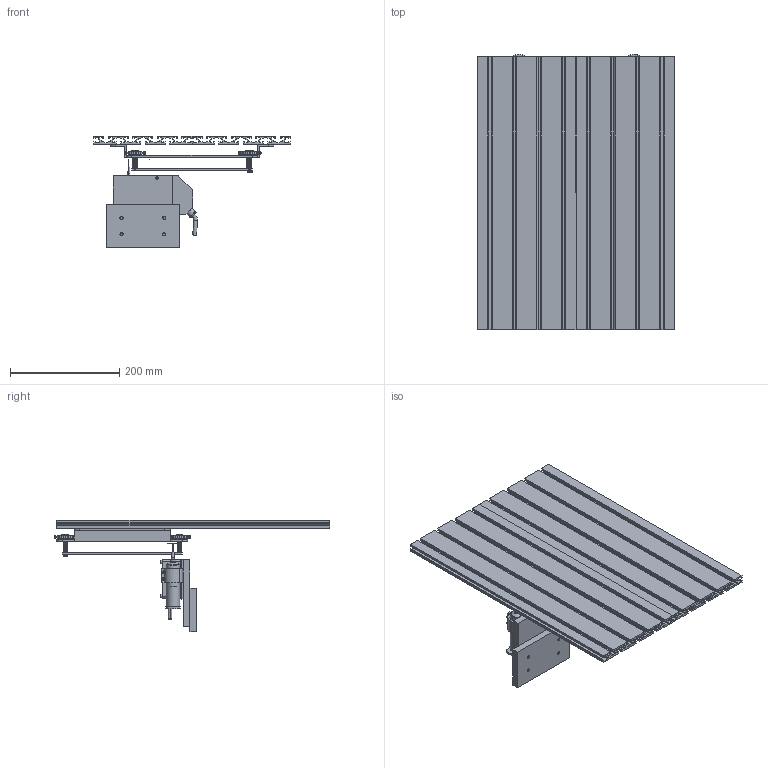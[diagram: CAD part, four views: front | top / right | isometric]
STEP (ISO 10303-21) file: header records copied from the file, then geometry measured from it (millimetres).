
FILE_DESCRIPTION (( 'STEP AP203' ), '1' );
FILE_NAME ('Assembly - Carriage-Z.STEP', '2023-11-22T07:10:09', ( '' ), ( '' ), 'SwSTEP 2.0', 'SolidWorks 2020', '' );
FILE_SCHEMA (( 'CONFIG_CONTROL_DESIGN' ));
Length unit declared in the file: millimetre
Products named in the file (20): hex thin nuts-grades b--unchamfered gb_GB_HEXAGON_TYPE5 M3-C; hexagon socket head cap screws gb_GB_FASTENER_SCREWS_HSHCS M3X10-N; 15180G; 注射器活塞模型; 菁釱; Assembly - Carriage-Z; LJ-G030_2_______; 蛁扞ん耀倰; hexagon socket head cap screws gb_GB_FASTENER_SCREWS_HSHCS M6X16-C; Carriage-Z; 蛁扞ん驗郲耀倰; hex thin nuts-grades ab-chamfered gb_GB_FASTENER_NUT_STNAB M4-N; 01 ァ雄撥堤; 热床螺母; 粟銅; 假蚾啣 - PlanB; 热床; 蛁扞ん寡蝶耀倰; hexagon socket head cap screws gb_GB_FASTENER_SCREWS_HSHCS M4X45-N; cross recessed countersunk head screws gb1_GB_CROSS_SCREWS_TYPE4 M4X35-32.3  H type-N
Assembly tree (36 placements, depth 3):
  Assembly - Carriage-Z
    Carriage-Z
    15180G  x2
    假蚾啣 - PlanB
    LJ-G030_2_______
    01 ァ雄撥堤
      蛁扞ん耀倰
      蛁扞ん驗郲耀倰
      蛁扞ん寡蝶耀倰
      注射器活塞模型
    hexagon socket head cap screws gb_GB_FASTENER_SCREWS_HSHCS M4X45-N  x2
    hexagon socket head cap screws gb_GB_FASTENER_SCREWS_HSHCS M3X10-N  x2
    hex thin nuts-grades b--unchamfered gb_GB_HEXAGON_TYPE5 M3-C  x2
    hex thin nuts-grades ab-chamfered gb_GB_FASTENER_NUT_STNAB M4-N  x2
    菁釱
    粟銅  x4
    热床
    cross recessed countersunk head screws gb1_GB_CROSS_SCREWS_TYPE4 M4X35-32.3  H type-N  x4
    热床螺母  x4
    hexagon socket head cap screws gb_GB_FASTENER_SCREWS_HSHCS M6X16-C  x4
Bounding box: 360 x 504.5 x 205 mm (x, y, z)
Volume: 2047286.4 mm3; surface area: 1180334.2 mm2
Topology: 36 solids, 36 shells, 1610 faces, 4102 edges, 2545 vertices
Faces by surface type: plane 785, cylinder 458, torus 158, bspline 114, cone 95
Entity records: 30755 total; most frequent: CARTESIAN_POINT 8404, DIRECTION 4137, ORIENTED_EDGE 4104, EDGE_CURVE 2052, AXIS2_PLACEMENT_3D 1403, LINE 1331, VECTOR 1331, VERTEX_POINT 1310
